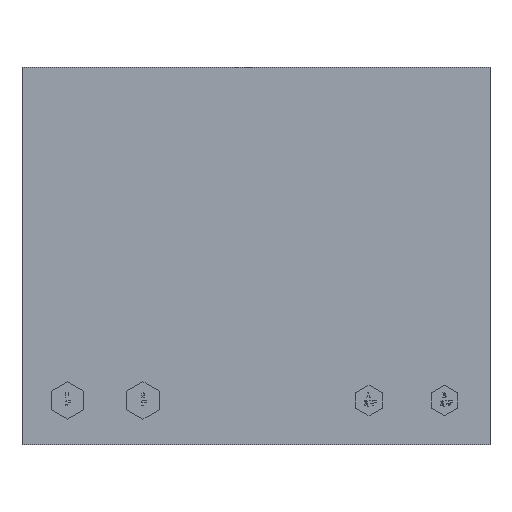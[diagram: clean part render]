
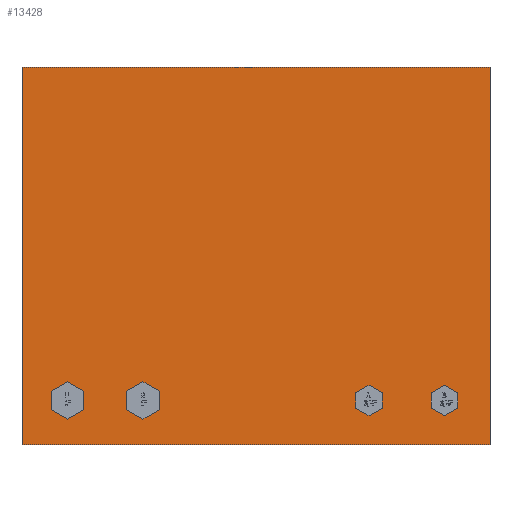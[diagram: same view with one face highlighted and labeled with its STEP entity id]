
A CAD part, front view. The second image highlights one B-rep face of the part: STEP entity #13428.
In plain terms, the highlighted planar face has unit normal (0, -1, 0).
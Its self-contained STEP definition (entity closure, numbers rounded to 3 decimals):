
#29=CIRCLE('',#13915,11.);
#30=CIRCLE('',#13917,9.);
#31=CIRCLE('',#13919,9.);
#32=CIRCLE('',#13921,11.);
#720=FACE_BOUND('',#2245,.T.);
#721=FACE_BOUND('',#2246,.T.);
#722=FACE_BOUND('',#2247,.T.);
#723=FACE_BOUND('',#2248,.T.);
#1442=FACE_OUTER_BOUND('',#2244,.T.);
#2244=EDGE_LOOP('',(#12181,#12182,#12183,#12184));
#2245=EDGE_LOOP('',(#12185));
#2246=EDGE_LOOP('',(#12186));
#2247=EDGE_LOOP('',(#12187));
#2248=EDGE_LOOP('',(#12188));
#3726=LINE('',#23013,#5212);
#3734=LINE('',#23028,#5220);
#3735=LINE('',#23030,#5221);
#3736=LINE('',#23031,#5222);
#5212=VECTOR('',#16547,10.);
#5220=VECTOR('',#16559,10.);
#5221=VECTOR('',#16562,10.);
#5222=VECTOR('',#16563,10.);
#6419=VERTEX_POINT('',#22777);
#6420=VERTEX_POINT('',#22781);
#6421=VERTEX_POINT('',#22785);
#6422=VERTEX_POINT('',#22789);
#6484=VERTEX_POINT('',#23010);
#6485=VERTEX_POINT('',#23012);
#6489=VERTEX_POINT('',#23024);
#6490=VERTEX_POINT('',#23026);
#8272=EDGE_CURVE('',#6419,#6419,#29,.T.);
#8274=EDGE_CURVE('',#6420,#6420,#30,.T.);
#8276=EDGE_CURVE('',#6421,#6421,#31,.T.);
#8278=EDGE_CURVE('',#6422,#6422,#32,.T.);
#8382=EDGE_CURVE('',#6484,#6485,#3726,.T.);
#8390=EDGE_CURVE('',#6489,#6490,#3734,.T.);
#8391=EDGE_CURVE('',#6484,#6489,#3735,.T.);
#8392=EDGE_CURVE('',#6485,#6490,#3736,.T.);
#12181=ORIENTED_EDGE('',*,*,#8391,.T.);
#12182=ORIENTED_EDGE('',*,*,#8390,.T.);
#12183=ORIENTED_EDGE('',*,*,#8392,.F.);
#12184=ORIENTED_EDGE('',*,*,#8382,.F.);
#12185=ORIENTED_EDGE('',*,*,#8272,.T.);
#12186=ORIENTED_EDGE('',*,*,#8274,.T.);
#12187=ORIENTED_EDGE('',*,*,#8276,.T.);
#12188=ORIENTED_EDGE('',*,*,#8278,.T.);
#12707=PLANE('',#13991);
#13428=ADVANCED_FACE('',(#1442,#720,#721,#722,#723),#12707,.T.);
#13915=AXIS2_PLACEMENT_3D('',#22779,#16305,#16306);
#13917=AXIS2_PLACEMENT_3D('',#22783,#16310,#16311);
#13919=AXIS2_PLACEMENT_3D('',#22787,#16315,#16316);
#13921=AXIS2_PLACEMENT_3D('',#22791,#16320,#16321);
#13991=AXIS2_PLACEMENT_3D('',#23029,#16560,#16561);
#16305=DIRECTION('center_axis',(0.,1.,0.));
#16306=DIRECTION('ref_axis',(-1.,0.,0.));
#16310=DIRECTION('center_axis',(0.,1.,0.));
#16311=DIRECTION('ref_axis',(-1.,0.,0.));
#16315=DIRECTION('center_axis',(0.,1.,0.));
#16316=DIRECTION('ref_axis',(-1.,0.,0.));
#16320=DIRECTION('center_axis',(0.,1.,0.));
#16321=DIRECTION('ref_axis',(-1.,0.,0.));
#16547=DIRECTION('',(0.,0.,1.));
#16559=DIRECTION('',(0.,0.,1.));
#16560=DIRECTION('center_axis',(0.,-1.,0.));
#16561=DIRECTION('ref_axis',(1.,0.,0.));
#16562=DIRECTION('',(1.,0.,0.));
#16563=DIRECTION('',(1.,0.,0.));
#22777=CARTESIAN_POINT('',(-116.5,-450.,50.));
#22779=CARTESIAN_POINT('Origin',(-127.5,-450.,50.));
#22781=CARTESIAN_POINT('',(221.5,-450.,50.));
#22783=CARTESIAN_POINT('Origin',(212.5,-450.,50.));
#22785=CARTESIAN_POINT('',(136.5,-450.,50.));
#22787=CARTESIAN_POINT('Origin',(127.5,-450.,50.));
#22789=CARTESIAN_POINT('',(-201.5,-450.,50.));
#22791=CARTESIAN_POINT('Origin',(-212.5,-450.,50.));
#23010=CARTESIAN_POINT('',(-264.,-450.,0.));
#23012=CARTESIAN_POINT('',(-264.,-450.,426.));
#23013=CARTESIAN_POINT('',(-264.,-450.,0.));
#23024=CARTESIAN_POINT('',(264.,-450.,0.));
#23026=CARTESIAN_POINT('',(264.,-450.,426.));
#23028=CARTESIAN_POINT('',(264.,-450.,0.));
#23029=CARTESIAN_POINT('Origin',(-264.,-450.,0.));
#23030=CARTESIAN_POINT('',(-264.,-450.,0.));
#23031=CARTESIAN_POINT('',(-264.,-450.,426.));
